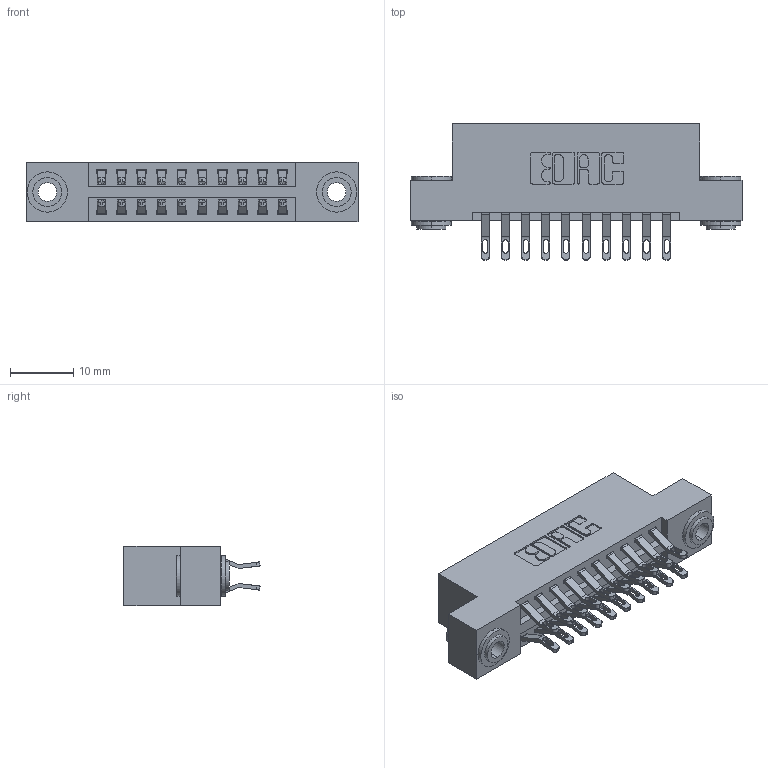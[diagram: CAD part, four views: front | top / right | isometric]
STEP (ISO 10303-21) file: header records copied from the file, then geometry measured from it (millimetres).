
FILE_DESCRIPTION (( 'STEP AP203' ), '1' );
FILE_NAME ('396-020-555-203.STEP', '2019-10-30T03:27:18', ( '' ), ( '' ), 'SwSTEP 2.0', 'SolidWorks 2016', '' );
FILE_SCHEMA (( 'CONFIG_CONTROL_DESIGN' ));
Length unit declared in the file: inch
Products named in the file (4): 396-020-555-203; 345-250-002_345-250-002-102; 346 Part_Flush Mounting Lugs - 0.156 Dia-TH; 345-292-001_555 Tail
Assembly tree (23 placements, depth 2):
  396-020-555-203
    346 Part_Flush Mounting Lugs - 0.156 Dia-TH
    345-292-001_555 Tail  x20
    345-250-002_345-250-002-102  x2
Bounding box: 52.32 x 21.46 x 9.4 mm (x, y, z)
Volume: 4931.1 mm3; surface area: 6696.1 mm2
Topology: 23 solids, 23 shells, 1320 faces, 4065 edges, 2706 vertices
Faces by surface type: plane 746, cylinder 566, cone 8
Entity records: 11810 total; most frequent: CARTESIAN_POINT 2001, ORIENTED_EDGE 1898, DIRECTION 1815, EDGE_CURVE 949, VECTOR 733, LINE 733, VERTEX_POINT 630, AXIS2_PLACEMENT_3D 541
